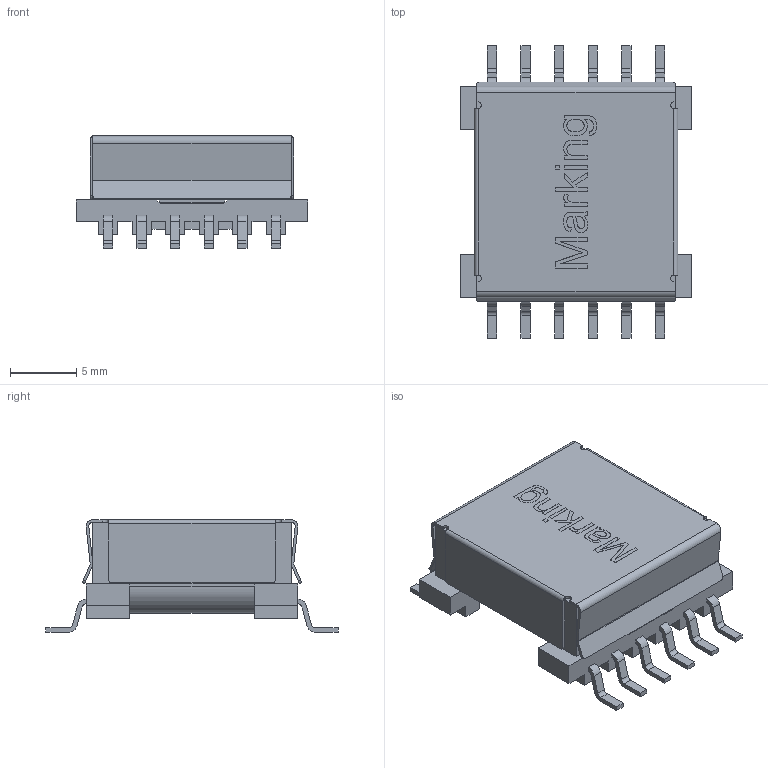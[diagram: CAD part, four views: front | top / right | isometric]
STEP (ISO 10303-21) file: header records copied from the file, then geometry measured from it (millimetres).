
FILE_DESCRIPTION( ( 'Unknown' ), '1' );
FILE_NAME( '7491963x8.stp', 'Unknown', ( 'Unknown' ), ( 'Unknown' ), 'PSStep 19.0.9', 'Unknown', ' ' );
FILE_SCHEMA( ( 'AUTOMOTIVE_DESIGN { 1 0 10303 214 1 1 1 1 }' ) );
Length unit declared in the file: millimetre
Products named in the file (4): Assem1; Core_EFD 15; bobbin; clip_EFD 15
Assembly tree (4 placements, depth 2):
  Assem1
    Core_EFD 15  x2
    bobbin
    clip_EFD 15
Bounding box: 17.5 x 22.1 x 8.5 mm (x, y, z)
Volume: 1376.4 mm3; surface area: 3005.5 mm2
Topology: 4 solids, 4 shells, 452 faces, 1244 edges, 820 vertices
Faces by surface type: plane 328, cylinder 108, extrusion 16
Entity records: 17488 total; most frequent: CARTESIAN_POINT 3263, ORIENTED_EDGE 2330, DIRECTION 2103, EDGE_CURVE 1165, VECTOR 837, LINE 821, VERTEX_POINT 768, AXIS2_PLACEMENT_3D 633
